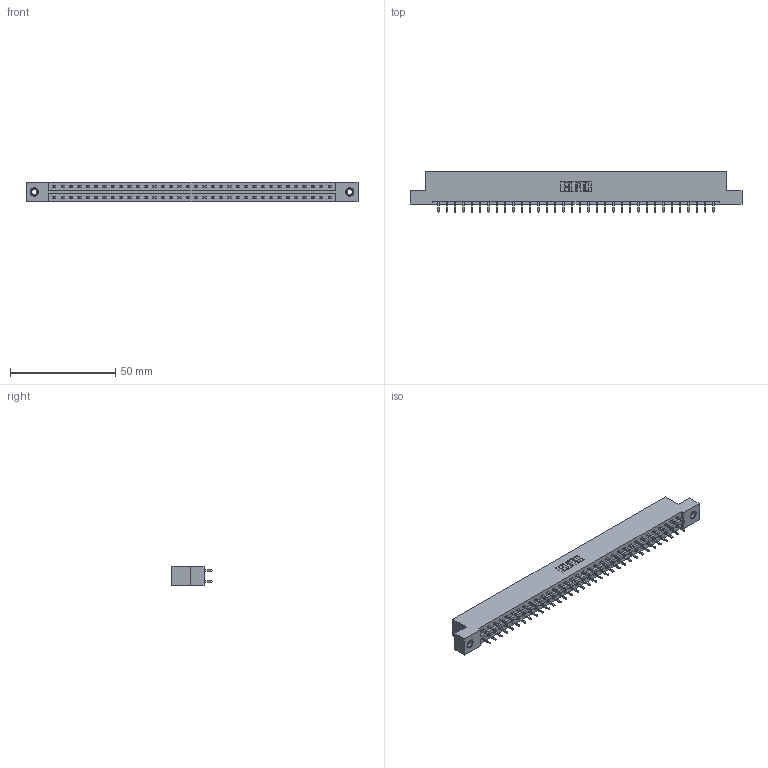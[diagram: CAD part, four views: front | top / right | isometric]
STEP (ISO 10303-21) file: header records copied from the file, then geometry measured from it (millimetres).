
FILE_DESCRIPTION (( 'STEP AP203' ), '1' );
FILE_NAME ('387-068-521-207.STEP', '2018-09-21T12:05:32', ( '' ), ( '' ), 'SwSTEP 2.0', 'SolidWorks 2016', '' );
FILE_SCHEMA (( 'CONFIG_CONTROL_DESIGN' ));
Length unit declared in the file: inch
Products named in the file (4): 337 Part_Flush Mounting Lugs - 0.156 Dia-TI; 345-292-001_345-293-121; 345-250-001_345-250-005-103; 387-068-521-207
Assembly tree (71 placements, depth 2):
  387-068-521-207
    337 Part_Flush Mounting Lugs - 0.156 Dia-TI
    345-292-001_345-293-121  x68
    345-250-001_345-250-005-103  x2
Bounding box: 157.73 x 19.06 x 9.4 mm (x, y, z)
Volume: 16475.5 mm3; surface area: 18382.2 mm2
Topology: 71 solids, 71 shells, 3846 faces, 11395 edges, 7498 vertices
Faces by surface type: plane 2686, cylinder 1144, cone 12, torus 4
Entity records: 28600 total; most frequent: CARTESIAN_POINT 4805, ORIENTED_EDGE 4734, DIRECTION 4133, EDGE_CURVE 2367, VECTOR 2219, LINE 2219, VERTEX_POINT 1572, AXIS2_PLACEMENT_3D 957
